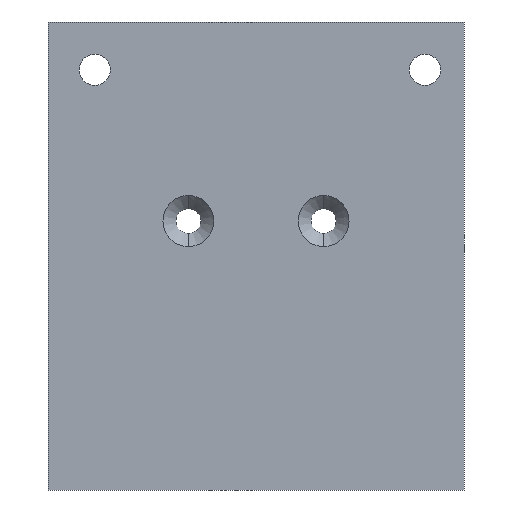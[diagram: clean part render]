
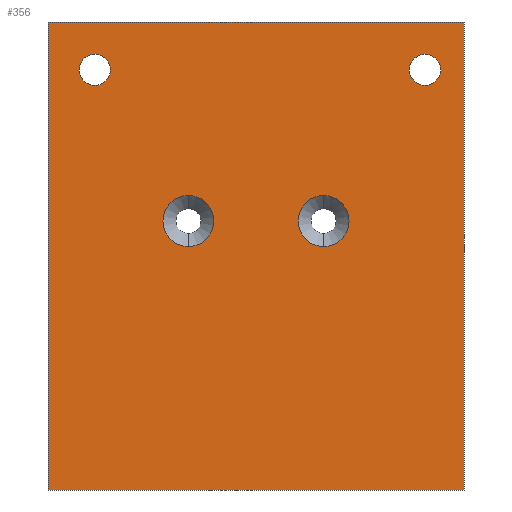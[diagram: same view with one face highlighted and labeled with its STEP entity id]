
A CAD part, front view. The second image highlights one B-rep face of the part: STEP entity #356.
In plain terms, the highlighted planar face has unit normal (0, -1, 0).
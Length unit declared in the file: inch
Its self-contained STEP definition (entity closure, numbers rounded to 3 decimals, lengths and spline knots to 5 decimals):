
#2 = VECTOR ( 'NONE', #521, 39.37008 ) ;
#8 = DIRECTION ( 'NONE',  ( 0., -1., 0. ) ) ;
#10 = AXIS2_PLACEMENT_3D ( 'NONE', #218, #366, #66 ) ;
#20 = EDGE_CURVE ( 'NONE', #539, #24, #397, .T. ) ;
#23 = CARTESIAN_POINT ( 'NONE',  ( 0.17717, 0., -0.24016 ) ) ;
#24 = VERTEX_POINT ( 'NONE', #242 ) ;
#28 = PLANE ( 'NONE',  #68 ) ;
#31 = CARTESIAN_POINT ( 'NONE',  ( 1.42717, 0., -0.24016 ) ) ;
#32 = CARTESIAN_POINT ( 'NONE',  ( 0.5315, 0., -0.85 ) ) ;
#34 = EDGE_CURVE ( 'NONE', #548, #522, #258, .T. ) ;
#44 = ORIENTED_EDGE ( 'NONE', *, *, #520, .T. ) ;
#47 = CARTESIAN_POINT ( 'NONE',  ( 1.5748, 0., 0. ) ) ;
#58 = ORIENTED_EDGE ( 'NONE', *, *, #506, .T. ) ;
#65 = VERTEX_POINT ( 'NONE', #239 ) ;
#66 = DIRECTION ( 'NONE',  ( 0., 0., -1. ) ) ;
#68 = AXIS2_PLACEMENT_3D ( 'NONE', #369, #561, #72 ) ;
#70 = CARTESIAN_POINT ( 'NONE',  ( 1.42717, 0., -0.1811 ) ) ;
#72 = DIRECTION ( 'NONE',  ( 0., 0., -1. ) ) ;
#74 = EDGE_CURVE ( 'NONE', #24, #222, #237, .T. ) ;
#84 = CIRCLE ( 'NONE', #269, 0.05906 ) ;
#87 = CIRCLE ( 'NONE', #391, 0.09646 ) ;
#90 = CARTESIAN_POINT ( 'NONE',  ( 1.42717, 0., -0.1811 ) ) ;
#95 = DIRECTION ( 'NONE',  ( 1., 0., 0. ) ) ;
#102 = AXIS2_PLACEMENT_3D ( 'NONE', #571, #572, #622 ) ;
#106 = VERTEX_POINT ( 'NONE', #341 ) ;
#111 = LINE ( 'NONE', #279, #131 ) ;
#114 = DIRECTION ( 'NONE',  ( 0., 0., -1. ) ) ;
#121 = DIRECTION ( 'NONE',  ( 0., 0., 1. ) ) ;
#122 = CIRCLE ( 'NONE', #594, 0.09646 ) ;
#125 = CARTESIAN_POINT ( 'NONE',  ( 1.04331, 0., -0.65709 ) ) ;
#131 = VECTOR ( 'NONE', #474, 39.37008 ) ;
#135 = CARTESIAN_POINT ( 'NONE',  ( 0.5315, 0., -0.65709 ) ) ;
#139 = CARTESIAN_POINT ( 'NONE',  ( 0.17717, 0., -0.12205 ) ) ;
#148 = EDGE_CURVE ( 'NONE', #522, #548, #87, .T. ) ;
#159 = AXIS2_PLACEMENT_3D ( 'NONE', #551, #547, #121 ) ;
#167 = CARTESIAN_POINT ( 'NONE',  ( 1.42717, 0., -0.12205 ) ) ;
#168 = CARTESIAN_POINT ( 'NONE',  ( 1.5748, 0., -1.77165 ) ) ;
#175 = ORIENTED_EDGE ( 'NONE', *, *, #34, .F. ) ;
#190 = AXIS2_PLACEMENT_3D ( 'NONE', #70, #206, #598 ) ;
#193 = DIRECTION ( 'NONE',  ( 0., -1., 0. ) ) ;
#206 = DIRECTION ( 'NONE',  ( 0., 1., 0. ) ) ;
#207 = FACE_BOUND ( 'NONE', #441, .T. ) ;
#211 = VERTEX_POINT ( 'NONE', #125 ) ;
#217 = EDGE_CURVE ( 'NONE', #393, #485, #236, .T. ) ;
#218 = CARTESIAN_POINT ( 'NONE',  ( 1.04331, 0., -0.75354 ) ) ;
#222 = VERTEX_POINT ( 'NONE', #168 ) ;
#229 = EDGE_CURVE ( 'NONE', #628, #433, #463, .T. ) ;
#231 = ORIENTED_EDGE ( 'NONE', *, *, #229, .T. ) ;
#236 = CIRCLE ( 'NONE', #159, 0.05906 ) ;
#237 = LINE ( 'NONE', #47, #355 ) ;
#239 = CARTESIAN_POINT ( 'NONE',  ( 1.04331, 0., -0.85 ) ) ;
#241 = ORIENTED_EDGE ( 'NONE', *, *, #287, .F. ) ;
#242 = CARTESIAN_POINT ( 'NONE',  ( 1.5748, 0., 0. ) ) ;
#254 = ORIENTED_EDGE ( 'NONE', *, *, #626, .F. ) ;
#258 = CIRCLE ( 'NONE', #482, 0.09646 ) ;
#266 = CARTESIAN_POINT ( 'NONE',  ( 1.04331, 0., -0.75354 ) ) ;
#269 = AXIS2_PLACEMENT_3D ( 'NONE', #90, #327, #330 ) ;
#274 = VECTOR ( 'NONE', #95, 39.37008 ) ;
#279 = CARTESIAN_POINT ( 'NONE',  ( 0., 0., 0. ) ) ;
#280 = FACE_OUTER_BOUND ( 'NONE', #291, .T. ) ;
#287 = EDGE_CURVE ( 'NONE', #65, #211, #122, .T. ) ;
#291 = EDGE_LOOP ( 'NONE', ( #476, #254, #357, #589 ) ) ;
#302 = CARTESIAN_POINT ( 'NONE',  ( 0.5315, 0., -0.75354 ) ) ;
#314 = CARTESIAN_POINT ( 'NONE',  ( 0., 0., -1.77165 ) ) ;
#318 = EDGE_LOOP ( 'NONE', ( #175, #328 ) ) ;
#323 = EDGE_LOOP ( 'NONE', ( #58, #454 ) ) ;
#325 = FACE_BOUND ( 'NONE', #318, .T. ) ;
#327 = DIRECTION ( 'NONE',  ( 0., 1., 0. ) ) ;
#328 = ORIENTED_EDGE ( 'NONE', *, *, #148, .F. ) ;
#330 = DIRECTION ( 'NONE',  ( 0., 0., 1. ) ) ;
#332 = FACE_BOUND ( 'NONE', #382, .T. ) ;
#338 = CARTESIAN_POINT ( 'NONE',  ( 0.5315, 0., -0.75354 ) ) ;
#339 = FACE_BOUND ( 'NONE', #323, .T. ) ;
#341 = CARTESIAN_POINT ( 'NONE',  ( 0., 0., -1.77165 ) ) ;
#355 = VECTOR ( 'NONE', #597, 39.37008 ) ;
#356 = ADVANCED_FACE ( 'NONE', ( #339, #332, #207, #325, #280 ), #28, .T. ) ;
#357 = ORIENTED_EDGE ( 'NONE', *, *, #74, .F. ) ;
#359 = CIRCLE ( 'NONE', #10, 0.09646 ) ;
#366 = DIRECTION ( 'NONE',  ( 0., -1., 0. ) ) ;
#369 = CARTESIAN_POINT ( 'NONE',  ( 0., 0., 0. ) ) ;
#382 = EDGE_LOOP ( 'NONE', ( #231, #44 ) ) ;
#389 = LINE ( 'NONE', #314, #2 ) ;
#391 = AXIS2_PLACEMENT_3D ( 'NONE', #302, #8, #591 ) ;
#393 = VERTEX_POINT ( 'NONE', #23 ) ;
#397 = LINE ( 'NONE', #436, #274 ) ;
#399 = DIRECTION ( 'NONE',  ( 0., -1., 0. ) ) ;
#400 = ORIENTED_EDGE ( 'NONE', *, *, #599, .F. ) ;
#433 = VERTEX_POINT ( 'NONE', #31 ) ;
#435 = EDGE_CURVE ( 'NONE', #106, #539, #111, .T. ) ;
#436 = CARTESIAN_POINT ( 'NONE',  ( 0., 0., 0. ) ) ;
#441 = EDGE_LOOP ( 'NONE', ( #241, #400 ) ) ;
#442 = CIRCLE ( 'NONE', #102, 0.05906 ) ;
#454 = ORIENTED_EDGE ( 'NONE', *, *, #217, .T. ) ;
#463 = CIRCLE ( 'NONE', #190, 0.05906 ) ;
#474 = DIRECTION ( 'NONE',  ( 0., 0., 1. ) ) ;
#476 = ORIENTED_EDGE ( 'NONE', *, *, #435, .F. ) ;
#482 = AXIS2_PLACEMENT_3D ( 'NONE', #338, #193, #535 ) ;
#485 = VERTEX_POINT ( 'NONE', #139 ) ;
#506 = EDGE_CURVE ( 'NONE', #485, #393, #442, .T. ) ;
#520 = EDGE_CURVE ( 'NONE', #433, #628, #84, .T. ) ;
#521 = DIRECTION ( 'NONE',  ( -1., 0., 0. ) ) ;
#522 = VERTEX_POINT ( 'NONE', #135 ) ;
#535 = DIRECTION ( 'NONE',  ( 0., 0., -1. ) ) ;
#539 = VERTEX_POINT ( 'NONE', #563 ) ;
#547 = DIRECTION ( 'NONE',  ( 0., 1., 0. ) ) ;
#548 = VERTEX_POINT ( 'NONE', #32 ) ;
#551 = CARTESIAN_POINT ( 'NONE',  ( 0.17717, 0., -0.1811 ) ) ;
#561 = DIRECTION ( 'NONE',  ( 0., -1., 0. ) ) ;
#563 = CARTESIAN_POINT ( 'NONE',  ( 0., 0., 0. ) ) ;
#571 = CARTESIAN_POINT ( 'NONE',  ( 0.17717, 0., -0.1811 ) ) ;
#572 = DIRECTION ( 'NONE',  ( 0., 1., 0. ) ) ;
#589 = ORIENTED_EDGE ( 'NONE', *, *, #20, .F. ) ;
#591 = DIRECTION ( 'NONE',  ( 0., 0., -1. ) ) ;
#594 = AXIS2_PLACEMENT_3D ( 'NONE', #266, #399, #114 ) ;
#597 = DIRECTION ( 'NONE',  ( 0., 0., -1. ) ) ;
#598 = DIRECTION ( 'NONE',  ( 0., 0., 1. ) ) ;
#599 = EDGE_CURVE ( 'NONE', #211, #65, #359, .T. ) ;
#622 = DIRECTION ( 'NONE',  ( 0., 0., 1. ) ) ;
#626 = EDGE_CURVE ( 'NONE', #222, #106, #389, .T. ) ;
#628 = VERTEX_POINT ( 'NONE', #167 ) ;
